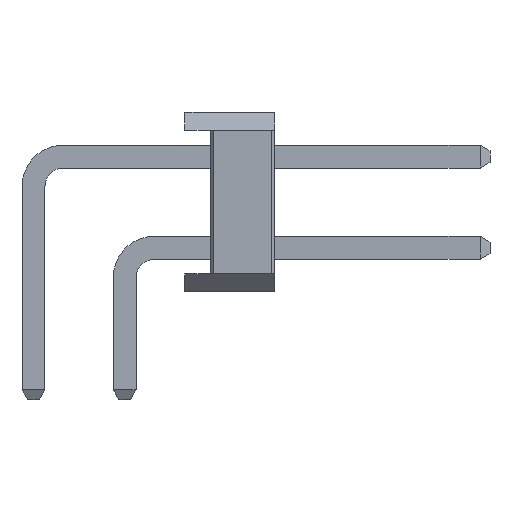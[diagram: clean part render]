
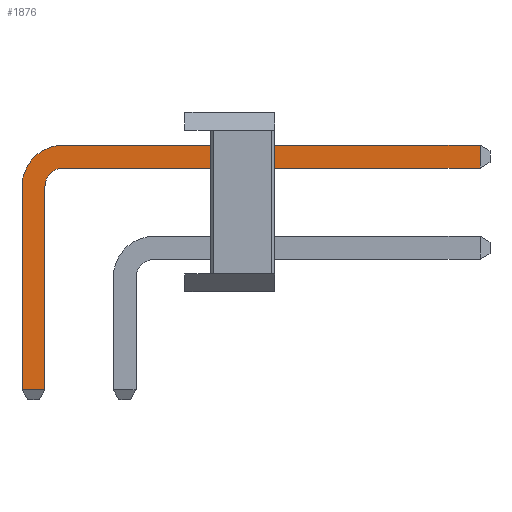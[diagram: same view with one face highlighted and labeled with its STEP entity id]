
A CAD part, left-side view. The second image highlights one B-rep face of the part: STEP entity #1876.
In plain terms, the highlighted planar face has unit normal (-1, 0, 0).
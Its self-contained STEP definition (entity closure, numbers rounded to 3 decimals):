
#1876=ADVANCED_FACE('',(#3196),#3198,.T.);
#3196=FACE_BOUND('',#3197,.T.);
#3197=EDGE_LOOP('',(#4084,#4085,#4086,#4087,#4088,#4089,#4090,#4091));
#3198=PLANE('',#3199);
#3199=AXIS2_PLACEMENT_3D('',#3200,#3201,#3202);
#3200=CARTESIAN_POINT('',(-0.32,2.22,0.));
#3201=DIRECTION('',(-1.,0.,-0.));
#3202=DIRECTION('',(0.,1.,0.));
#4084=ORIENTED_EDGE('',*,*,#4545,.F.);
#4085=ORIENTED_EDGE('',*,*,#4546,.F.);
#4086=ORIENTED_EDGE('',*,*,#4547,.F.);
#4087=ORIENTED_EDGE('',*,*,#4548,.T.);
#4088=ORIENTED_EDGE('',*,*,#4549,.F.);
#4089=ORIENTED_EDGE('',*,*,#4544,.F.);
#4090=ORIENTED_EDGE('',*,*,#4550,.T.);
#4091=ORIENTED_EDGE('',*,*,#4551,.T.);
#4544=EDGE_CURVE('',#5194,#5192,#5196,.T.);
#4545=EDGE_CURVE('',#5197,#5198,#5199,.T.);
#4546=EDGE_CURVE('',#5200,#5197,#5201,.T.);
#4547=EDGE_CURVE('',#5202,#5200,#5203,.T.);
#4548=EDGE_CURVE('',#5202,#5204,#5205,.T.);
#4549=EDGE_CURVE('',#5192,#5204,#5206,.T.);
#4550=EDGE_CURVE('',#5194,#5207,#5208,.T.);
#4551=EDGE_CURVE('',#5207,#5198,#5209,.T.);
#5192=VERTEX_POINT('',#6644);
#5194=VERTEX_POINT('',#6648);
#5196=LINE('',#6652,#6653);
#5197=VERTEX_POINT('',#6655);
#5198=VERTEX_POINT('',#6656);
#5199=LINE('',#6657,#6658);
#5200=VERTEX_POINT('',#6660);
#5201=LINE('',#6661,#6662);
#5202=VERTEX_POINT('',#6664);
#5203=CIRCLE('',#6665,1.152);
#5204=VERTEX_POINT('',#6669);
#5205=LINE('',#6670,#6671);
#5206=LINE('',#6673,#6674);
#5207=VERTEX_POINT('',#6676);
#5208=CIRCLE('',#6677,0.512);
#5209=LINE('',#6681,#6682);
#6644=CARTESIAN_POINT('',(-0.32,2.22,-2.723));
#6648=CARTESIAN_POINT('',(-0.32,2.22,2.938));
#6652=CARTESIAN_POINT('',(-0.32,2.22,2.938));
#6653=VECTOR('',#6654,1.);
#6654=DIRECTION('',(0.,0.,-1.));
#6655=CARTESIAN_POINT('',(-0.32,-9.903,4.09));
#6656=CARTESIAN_POINT('',(-0.32,-9.903,3.45));
#6657=CARTESIAN_POINT('',(-0.32,-9.903,4.09));
#6658=VECTOR('',#6659,1.);
#6659=DIRECTION('',(0.,0.,-1.));
#6660=CARTESIAN_POINT('',(-0.32,1.708,4.09));
#6661=CARTESIAN_POINT('',(-0.32,1.708,4.09));
#6662=VECTOR('',#6663,1.);
#6663=DIRECTION('',(0.,-1.,0.));
#6664=CARTESIAN_POINT('',(-0.32,2.86,2.938));
#6665=AXIS2_PLACEMENT_3D('',#6666,#6667,#6668);
#6666=CARTESIAN_POINT('',(-0.32,1.708,2.938));
#6667=DIRECTION('',(1.,0.,0.));
#6668=DIRECTION('',(0.,1.,0.));
#6669=CARTESIAN_POINT('',(-0.32,2.86,-2.723));
#6670=CARTESIAN_POINT('',(-0.32,2.86,2.938));
#6671=VECTOR('',#6672,1.);
#6672=DIRECTION('',(0.,0.,-1.));
#6673=CARTESIAN_POINT('',(-0.32,2.22,-2.723));
#6674=VECTOR('',#6675,1.);
#6675=DIRECTION('',(0.,1.,0.));
#6676=CARTESIAN_POINT('',(-0.32,1.708,3.45));
#6677=AXIS2_PLACEMENT_3D('',#6678,#6679,#6680);
#6678=CARTESIAN_POINT('',(-0.32,1.708,2.938));
#6679=DIRECTION('',(1.,0.,0.));
#6680=DIRECTION('',(0.,1.,0.));
#6681=CARTESIAN_POINT('',(-0.32,1.708,3.45));
#6682=VECTOR('',#6683,1.);
#6683=DIRECTION('',(0.,-1.,0.));
